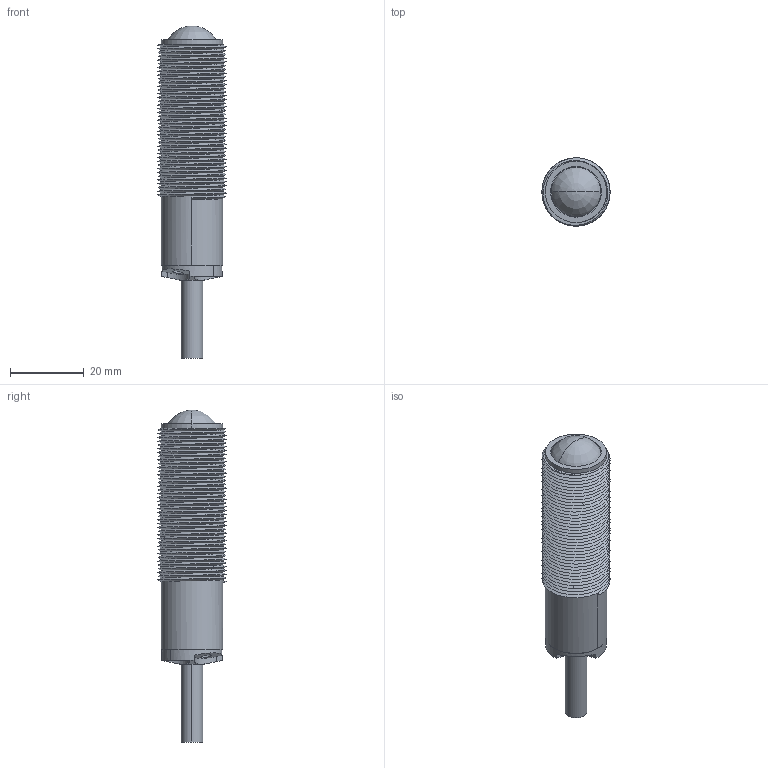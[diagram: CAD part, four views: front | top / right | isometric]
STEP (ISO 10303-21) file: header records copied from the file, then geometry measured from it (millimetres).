
FILE_DESCRIPTION((''),'2;1');
FILE_NAME('193980_ASM','2016-03-11T',('pdmadmin'),(''),'PRO/ENGINEER BY PARAMETRIC TECHNOLOGY CORPORATION, 2013230','PRO/ENGINEER BY PARAMETRIC TECHNOLOGY CORPORATION, 2013230','');
FILE_SCHEMA(('CONFIG_CONTROL_DESIGN'));
Products named in the file (9): 134392; 53362; 53363; 31406; 43292; 54597_ASM; 34614; 09460_WEB; 193980_ASM
Assembly tree (8 placements, depth 3):
  193980_ASM
    134392
    54597_ASM
      53362
      53363
      31406
      43292
    34614
    09460_WEB
Bounding box: 18.45 x 18.45 x 90.01 mm (x, y, z)
Volume: 8160 mm3; surface area: 13391.4 mm2
Topology: 7 solids, 7 shells, 329 faces, 815 edges, 521 vertices
Faces by surface type: cylinder 187, plane 70, cone 44, bspline 22, torus 4, revolution 2
Entity records: 22486 total; most frequent: CARTESIAN_POINT 14691, ORIENTED_EDGE 1626, DIRECTION 1523, EDGE_CURVE 813, AXIS2_PLACEMENT_3D 607, VERTEX_POINT 521, EDGE_LOOP 368, FACE_OUTER_BOUND 329
